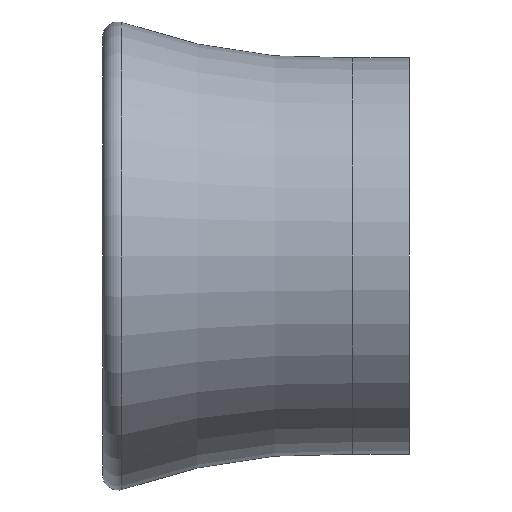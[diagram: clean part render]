
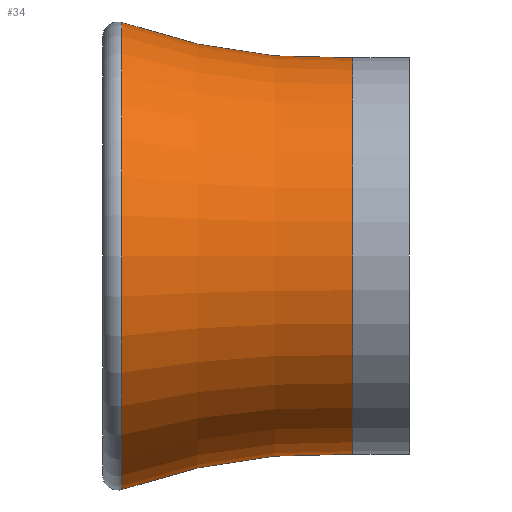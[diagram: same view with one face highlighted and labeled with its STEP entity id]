
A CAD part, front view. The second image highlights one B-rep face of the part: STEP entity #34.
In plain terms, the highlighted toroidal (fillet/blend) face has major radius 79.206 mm and minor radius 60 mm.
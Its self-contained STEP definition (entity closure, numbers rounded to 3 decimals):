
#34=ADVANCED_FACE('',(#51),#156,.F.);
#51=FACE_OUTER_BOUND('',#68,.F.);
#68=EDGE_LOOP('',(#91,#92,#93,#94));
#91=ORIENTED_EDGE('',*,*,#185,.F.);
#92=ORIENTED_EDGE('',*,*,#197,.T.);
#93=ORIENTED_EDGE('',*,*,#186,.T.);
#94=ORIENTED_EDGE('',*,*,#198,.T.);
#156=TOROIDAL_SURFACE('',#321,79.206,60.);
#185=EDGE_CURVE('',#264,#263,#219,.T.);
#186=EDGE_CURVE('',#262,#261,#220,.T.);
#197=EDGE_CURVE('',#264,#262,#231,.T.);
#198=EDGE_CURVE('',#261,#263,#232,.T.);
#219=CIRCLE('',#294,22.685);
#220=CIRCLE('',#295,19.25);
#231=CIRCLE('',#306,60.);
#232=CIRCLE('',#307,60.);
#261=VERTEX_POINT('',#459);
#262=VERTEX_POINT('',#460);
#263=VERTEX_POINT('',#461);
#264=VERTEX_POINT('',#462);
#294=AXIS2_PLACEMENT_3D('',#463,#343,#344);
#295=AXIS2_PLACEMENT_3D('',#464,#345,#346);
#306=AXIS2_PLACEMENT_3D('',#475,#367,#368);
#307=AXIS2_PLACEMENT_3D('',#476,#369,#370);
#321=AXIS2_PLACEMENT_3D('',#498,#405,#406);
#343=DIRECTION('',(1.,0.,0.));
#344=DIRECTION('',(0.,0.,1.));
#345=DIRECTION('',(1.,0.,0.));
#346=DIRECTION('',(0.,0.,1.));
#367=DIRECTION('',(0.,-1.,0.));
#368=DIRECTION('',(-0.336,0.,-0.942));
#369=DIRECTION('',(0.,-1.,0.));
#370=DIRECTION('',(0.038,0.,0.999));
#405=DIRECTION('',(1.,0.,0.));
#406=DIRECTION('',(0.,0.,-1.));
#459=CARTESIAN_POINT('',(15.427,0.,-19.25));
#460=CARTESIAN_POINT('',(15.427,0.,19.25));
#461=CARTESIAN_POINT('',(-6.998,0.,-22.685));
#462=CARTESIAN_POINT('',(-6.998,0.,22.685));
#463=CARTESIAN_POINT('',(-6.998,0.,0.));
#464=CARTESIAN_POINT('',(15.427,0.,0.));
#475=CARTESIAN_POINT('',(13.136,0.,79.206));
#476=CARTESIAN_POINT('',(13.136,0.,-79.206));
#498=CARTESIAN_POINT('',(13.136,0.,0.));
